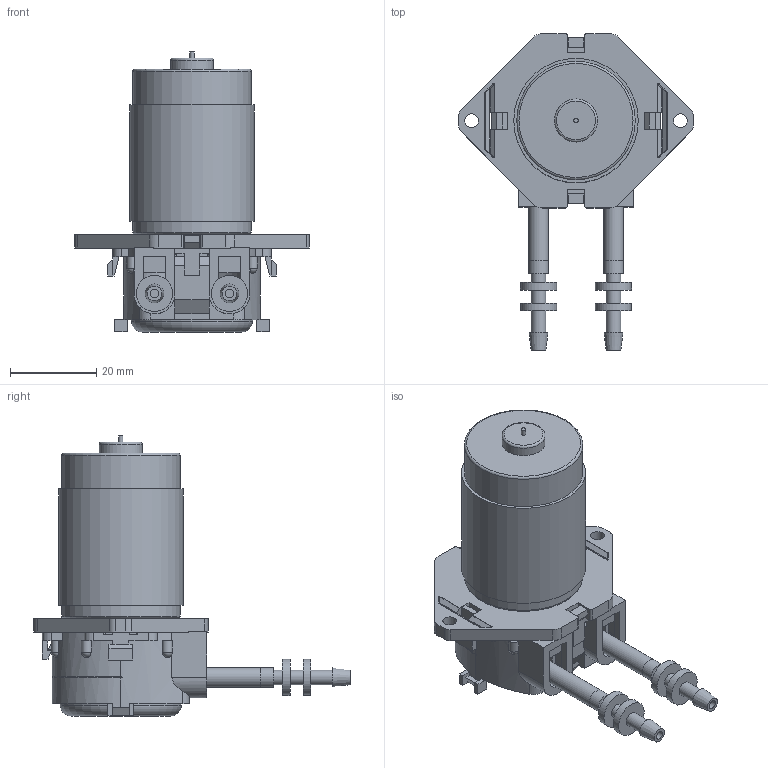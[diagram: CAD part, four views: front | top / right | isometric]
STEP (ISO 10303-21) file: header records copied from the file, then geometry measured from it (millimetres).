
FILE_DESCRIPTION(/* description */ ('Unknown'),/* implementation_level */ '2;1');
FILE_NAME(/* name */ 'peristaltic pump KPP from kamoer',/* time_stamp */ '2023-07-04T16:26:50+08:00',/* author */ ('Unknown'),/* organization */ ('Unknown'),/* preprocessor_version */ 'ST-DEVELOPER v16.7',/* originating_system */ 'Solid Edge',/* authorisation */ 'Unknown');
FILE_SCHEMA (('CONFIG_CONTROL_DESIGN'));
Length unit declared in the file: millimetre
Products named in the file (3): 蠕动泵 卡默尔kamoer KPP 0070C18C456ew3p+2; 蠕动泵 卡默尔kamoer KPP 0070C18C45; 软管接头 kamoer蠕动泵接头 宝塔形 3.4-3.4 适
Assembly tree (3 placements, depth 2):
  蠕动泵 卡默尔kamoer KPP 0070C18C456ew3p+2
    蠕动泵 卡默尔kamoer KPP 0070C18C45
    软管接头 kamoer蠕动泵接头 宝塔形 3.4-3.4 适  x2
Bounding box: 54.5 x 73.55 x 65 mm (x, y, z)
Volume: 38898.1 mm3; surface area: 17451.3 mm2
Topology: 3 solids, 5 shells, 705 faces, 1947 edges, 1267 vertices
Faces by surface type: plane 366, cylinder 222, bspline 83, sphere 14, cone 13, torus 7
Full cylindrical faces by diameter (mm): 1 x1, 2 x4, 2.3 x1, 2.5 x2, 3.2 x2, 3.4 x8, 4.5 x2, 5 x2, 8.4 x4, 10 x3, 21.85 x1, 27.5 x2, 28.1 x1, 28.9 x1
Entity records: 30251 total; most frequent: CARTESIAN_POINT 8539, ORIENTED_EDGE 3670, DIRECTION 3248, EDGE_CURVE 1835, VERTEX_POINT 1224, AXIS2_PLACEMENT_3D 1089, LINE 1070, VECTOR 1070
